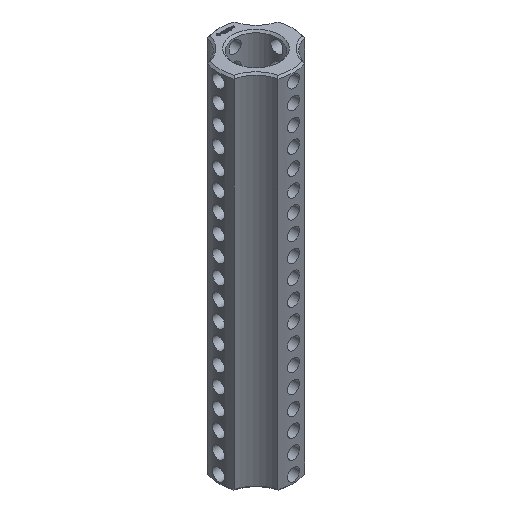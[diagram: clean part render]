
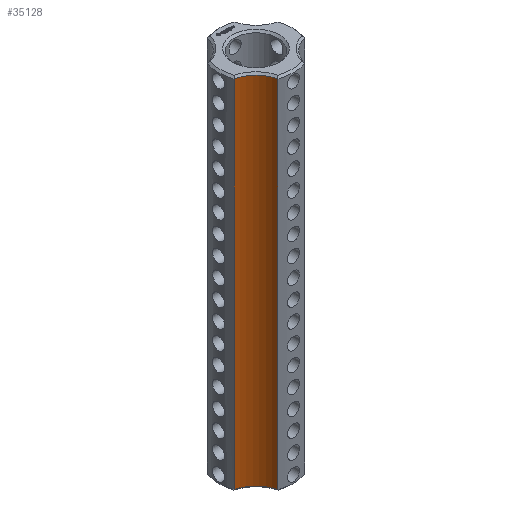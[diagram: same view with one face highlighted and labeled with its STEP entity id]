
A CAD part, isometric view. The second image highlights one B-rep face of the part: STEP entity #35128.
In plain terms, the highlighted cylindrical face has radius 5 mm (diameter 10 mm), a partial arc.
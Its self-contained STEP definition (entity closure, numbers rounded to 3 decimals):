
#4198 = CYLINDRICAL_SURFACE('',#4199,6.25);
#4199 = AXIS2_PLACEMENT_3D('',#4200,#4201,#4202);
#4200 = CARTESIAN_POINT('',(0.,0.,0.));
#4201 = DIRECTION('',(-0.,-0.,-1.));
#4202 = DIRECTION('',(1.,0.,0.));
#9047 = EDGE_CURVE('',#9048,#9050,#9052,.T.);
#9048 = VERTEX_POINT('',#9049);
#9049 = CARTESIAN_POINT('',(-2.225,-5.841,0.3));
#9050 = VERTEX_POINT('',#9051);
#9051 = CARTESIAN_POINT('',(-2.225,-5.841,59.075));
#9052 = SURFACE_CURVE('',#9053,(#9057,#9064),.PCURVE_S1.);
#9053 = LINE('',#9054,#9055);
#9054 = CARTESIAN_POINT('',(-2.225,-5.841,0.));
#9055 = VECTOR('',#9056,1.);
#9056 = DIRECTION('',(0.,0.,1.));
#9057 = PCURVE('',#4198,#9058);
#9058 = DEFINITIONAL_REPRESENTATION('',(#9059),#9063);
#9059 = LINE('',#9060,#9061);
#9060 = CARTESIAN_POINT('',(-4.348,0.));
#9061 = VECTOR('',#9062,1.);
#9062 = DIRECTION('',(-0.,-1.));
#9063 = ( GEOMETRIC_REPRESENTATION_CONTEXT(2) 
PARAMETRIC_REPRESENTATION_CONTEXT() REPRESENTATION_CONTEXT('2D SPACE',''
  ) );
#9064 = PCURVE('',#9065,#9070);
#9065 = CYLINDRICAL_SURFACE('',#9066,5.);
#9066 = AXIS2_PLACEMENT_3D('',#9067,#9068,#9069);
#9067 = CARTESIAN_POINT('',(-7.071,-7.071,0.));
#9068 = DIRECTION('',(-0.,-0.,-1.));
#9069 = DIRECTION('',(1.,0.,0.));
#9070 = DEFINITIONAL_REPRESENTATION('',(#9071),#9075);
#9071 = LINE('',#9072,#9073);
#9072 = CARTESIAN_POINT('',(-0.249,0.));
#9073 = VECTOR('',#9074,1.);
#9074 = DIRECTION('',(-0.,-1.));
#9075 = ( GEOMETRIC_REPRESENTATION_CONTEXT(2) 
PARAMETRIC_REPRESENTATION_CONTEXT() REPRESENTATION_CONTEXT('2D SPACE',''
  ) );
#12278 = CONICAL_SURFACE('',#12279,5.,0.785);
#12279 = AXIS2_PLACEMENT_3D('',#12280,#12281,#12282);
#12280 = CARTESIAN_POINT('',(-7.071,-7.071,0.3));
#12281 = DIRECTION('',(-0.,-0.,-1.));
#12282 = DIRECTION('',(0.969,0.246,0.));
#12510 = CONICAL_SURFACE('',#12511,5.,0.785);
#12511 = AXIS2_PLACEMENT_3D('',#12512,#12513,#12514);
#12512 = CARTESIAN_POINT('',(-7.071,-7.071,59.075));
#12513 = DIRECTION('',(0.,0.,1.));
#12514 = DIRECTION('',(0.969,0.246,0.));
#35128 = ADVANCED_FACE('',(#35129),#9065,.F.);
#35129 = FACE_BOUND('',#35130,.T.);
#35130 = EDGE_LOOP('',(#35131,#35132,#35156,#35184));
#35131 = ORIENTED_EDGE('',*,*,#9047,.T.);
#35132 = ORIENTED_EDGE('',*,*,#35133,.T.);
#35133 = EDGE_CURVE('',#9050,#35134,#35136,.T.);
#35134 = VERTEX_POINT('',#35135);
#35135 = CARTESIAN_POINT('',(-5.841,-2.225,59.075));
#35136 = SURFACE_CURVE('',#35137,(#35142,#35149),.PCURVE_S1.);
#35137 = CIRCLE('',#35138,5.);
#35138 = AXIS2_PLACEMENT_3D('',#35139,#35140,#35141);
#35139 = CARTESIAN_POINT('',(-7.071,-7.071,59.075));
#35140 = DIRECTION('',(0.,-0.,1.));
#35141 = DIRECTION('',(0.969,0.246,0.));
#35142 = PCURVE('',#9065,#35143);
#35143 = DEFINITIONAL_REPRESENTATION('',(#35144),#35148);
#35144 = LINE('',#35145,#35146);
#35145 = CARTESIAN_POINT('',(-0.249,-59.075));
#35146 = VECTOR('',#35147,1.);
#35147 = DIRECTION('',(-1.,0.));
#35148 = ( GEOMETRIC_REPRESENTATION_CONTEXT(2) 
PARAMETRIC_REPRESENTATION_CONTEXT() REPRESENTATION_CONTEXT('2D SPACE',''
  ) );
#35149 = PCURVE('',#12510,#35150);
#35150 = DEFINITIONAL_REPRESENTATION('',(#35151),#35155);
#35151 = LINE('',#35152,#35153);
#35152 = CARTESIAN_POINT('',(0.,0.));
#35153 = VECTOR('',#35154,1.);
#35154 = DIRECTION('',(1.,0.));
#35155 = ( GEOMETRIC_REPRESENTATION_CONTEXT(2) 
PARAMETRIC_REPRESENTATION_CONTEXT() REPRESENTATION_CONTEXT('2D SPACE',''
  ) );
#35156 = ORIENTED_EDGE('',*,*,#35157,.F.);
#35157 = EDGE_CURVE('',#35158,#35134,#35160,.T.);
#35158 = VERTEX_POINT('',#35159);
#35159 = CARTESIAN_POINT('',(-5.841,-2.225,0.3));
#35160 = SURFACE_CURVE('',#35161,(#35165,#35172),.PCURVE_S1.);
#35161 = LINE('',#35162,#35163);
#35162 = CARTESIAN_POINT('',(-5.841,-2.225,0.));
#35163 = VECTOR('',#35164,1.);
#35164 = DIRECTION('',(0.,0.,1.));
#35165 = PCURVE('',#9065,#35166);
#35166 = DEFINITIONAL_REPRESENTATION('',(#35167),#35171);
#35167 = LINE('',#35168,#35169);
#35168 = CARTESIAN_POINT('',(-1.322,0.));
#35169 = VECTOR('',#35170,1.);
#35170 = DIRECTION('',(-0.,-1.));
#35171 = ( GEOMETRIC_REPRESENTATION_CONTEXT(2) 
PARAMETRIC_REPRESENTATION_CONTEXT() REPRESENTATION_CONTEXT('2D SPACE',''
  ) );
#35172 = PCURVE('',#35173,#35178);
#35173 = CYLINDRICAL_SURFACE('',#35174,6.25);
#35174 = AXIS2_PLACEMENT_3D('',#35175,#35176,#35177);
#35175 = CARTESIAN_POINT('',(0.,0.,0.));
#35176 = DIRECTION('',(-0.,-0.,-1.));
#35177 = DIRECTION('',(1.,0.,0.));
#35178 = DEFINITIONAL_REPRESENTATION('',(#35179),#35183);
#35179 = LINE('',#35180,#35181);
#35180 = CARTESIAN_POINT('',(-3.506,0.));
#35181 = VECTOR('',#35182,1.);
#35182 = DIRECTION('',(-0.,-1.));
#35183 = ( GEOMETRIC_REPRESENTATION_CONTEXT(2) 
PARAMETRIC_REPRESENTATION_CONTEXT() REPRESENTATION_CONTEXT('2D SPACE',''
  ) );
#35184 = ORIENTED_EDGE('',*,*,#35185,.F.);
#35185 = EDGE_CURVE('',#9048,#35158,#35186,.T.);
#35186 = SURFACE_CURVE('',#35187,(#35192,#35199),.PCURVE_S1.);
#35187 = CIRCLE('',#35188,5.);
#35188 = AXIS2_PLACEMENT_3D('',#35189,#35190,#35191);
#35189 = CARTESIAN_POINT('',(-7.071,-7.071,0.3));
#35190 = DIRECTION('',(0.,-0.,1.));
#35191 = DIRECTION('',(0.969,0.246,0.));
#35192 = PCURVE('',#9065,#35193);
#35193 = DEFINITIONAL_REPRESENTATION('',(#35194),#35198);
#35194 = LINE('',#35195,#35196);
#35195 = CARTESIAN_POINT('',(-0.249,-0.3));
#35196 = VECTOR('',#35197,1.);
#35197 = DIRECTION('',(-1.,0.));
#35198 = ( GEOMETRIC_REPRESENTATION_CONTEXT(2) 
PARAMETRIC_REPRESENTATION_CONTEXT() REPRESENTATION_CONTEXT('2D SPACE',''
  ) );
#35199 = PCURVE('',#12278,#35200);
#35200 = DEFINITIONAL_REPRESENTATION('',(#35201),#35205);
#35201 = LINE('',#35202,#35203);
#35202 = CARTESIAN_POINT('',(-0.,0.));
#35203 = VECTOR('',#35204,1.);
#35204 = DIRECTION('',(-1.,0.));
#35205 = ( GEOMETRIC_REPRESENTATION_CONTEXT(2) 
PARAMETRIC_REPRESENTATION_CONTEXT() REPRESENTATION_CONTEXT('2D SPACE',''
  ) );
